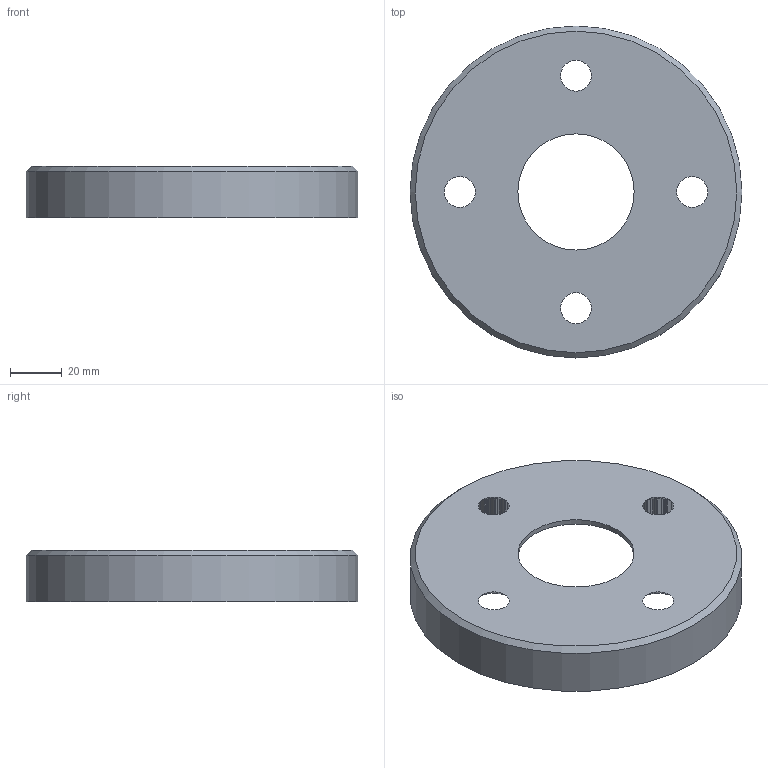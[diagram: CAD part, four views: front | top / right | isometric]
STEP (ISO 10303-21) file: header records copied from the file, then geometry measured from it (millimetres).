
FILE_DESCRIPTION(/* description */ (''),/* implementation_level */ '2;1');
FILE_NAME(/* name */ 'BaseRingGear v15.step',/* time_stamp */ '2020-12-07T19:01:37-05:00',/* author */ (''),/* organization */ (''),/* preprocessor_version */ 'ST-DEVELOPER v18.1',/* originating_system */ 'Autodesk Translation Framework v9.3.0.1241',/* authorisation */ '');
FILE_SCHEMA (('AUTOMOTIVE_DESIGN { 1 0 10303 214 3 1 1 }'));
Length unit declared in the file: millimetre
Products named in the file (1): BaseRingGear
Bounding box: 128.5 x 128.5 x 20 mm (x, y, z)
Volume: 43907.1 mm3; surface area: 42874.1 mm2
Topology: 1 solids, 1 shells, 810 faces, 2420 edges, 1613 vertices
Faces by surface type: cylinder 402, bspline 320, plane 83, cone 5
Full cylindrical faces by diameter (mm): 45 x1, 128.5 x1
Entity records: 36151 total; most frequent: CARTESIAN_POINT 16684, ORIENTED_EDGE 4840, DIRECTION 3575, EDGE_CURVE 2420, VERTEX_POINT 1613, AXIS2_PLACEMENT_3D 1304, LINE 967, VECTOR 967
